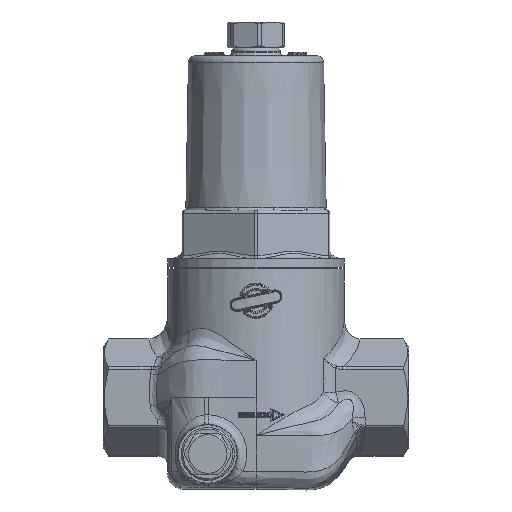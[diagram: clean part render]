
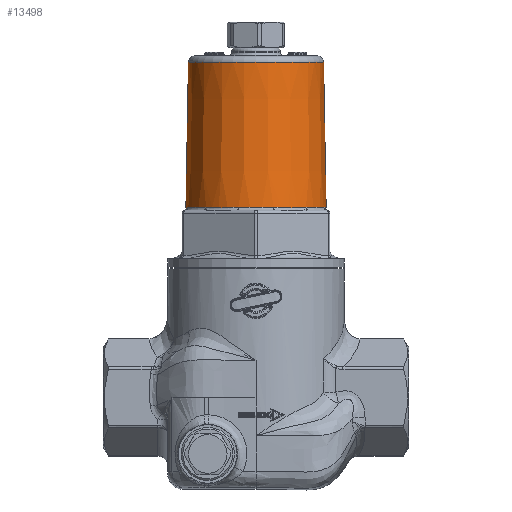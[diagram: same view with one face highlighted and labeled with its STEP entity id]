
A CAD part, top view. The second image highlights one B-rep face of the part: STEP entity #13498.
In plain terms, the highlighted conical face has half-angle 1 degrees and reference radius 21.55 mm.
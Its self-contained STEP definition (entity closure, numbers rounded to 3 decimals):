
#52=CONICAL_SURFACE('',#14412,21.55,0.017);
#804=LINE('',#22794,#1206);
#1206=VECTOR('',#15738,21.55);
#1962=B_SPLINE_CURVE_WITH_KNOTS('',3,(#22482,#22483,#22484,#22485,#22486,
#22487),.UNSPECIFIED.,.F.,.F.,(4,1,1,4),(-3.142,-1.346,
0.449,3.142),.UNSPECIFIED.);
#1964=B_SPLINE_CURVE_WITH_KNOTS('',3,(#22533,#22534,#22535,#22536,#22537,
#22538),.UNSPECIFIED.,.F.,.F.,(4,1,1,4),(-3.142,-1.346,
0.449,3.142),.UNSPECIFIED.);
#1966=B_SPLINE_CURVE_WITH_KNOTS('',3,(#22584,#22585,#22586,#22587,#22588,
#22589),.UNSPECIFIED.,.F.,.F.,(4,1,1,4),(-3.142,-1.346,
0.449,3.142),.UNSPECIFIED.);
#1968=B_SPLINE_CURVE_WITH_KNOTS('',3,(#22635,#22636,#22637,#22638,#22639,
#22640),.UNSPECIFIED.,.F.,.F.,(4,1,1,4),(-3.142,-1.346,
0.449,3.142),.UNSPECIFIED.);
#1970=B_SPLINE_CURVE_WITH_KNOTS('',3,(#22686,#22687,#22688,#22689,#22690,
#22691),.UNSPECIFIED.,.F.,.F.,(4,1,1,4),(-3.142,-1.346,
0.449,3.142),.UNSPECIFIED.);
#1972=B_SPLINE_CURVE_WITH_KNOTS('',3,(#22735,#22736,#22737,#22738,#22739),
 .UNSPECIFIED.,.F.,.F.,(4,1,4),(-3.142,-1.346,0.),
 .UNSPECIFIED.);
#1973=B_SPLINE_CURVE_WITH_KNOTS('',3,(#22740,#22741,#22742,#22743,#22744),
 .UNSPECIFIED.,.F.,.F.,(4,1,4),(0.,0.449,
3.142),.UNSPECIFIED.);
#3019=FACE_OUTER_BOUND('',#3884,.T.);
#3884=EDGE_LOOP('',(#9680,#9681,#9682,#9683,#9684,#9685,#9686,#9687,#9688,
#9689,#9690,#9691,#9692,#9693,#9694,#9695));
#4669=CIRCLE('',#14372,21.821);
#4673=CIRCLE('',#14377,21.821);
#4677=CIRCLE('',#14382,21.821);
#4681=CIRCLE('',#14387,21.821);
#4685=CIRCLE('',#14392,21.821);
#4689=CIRCLE('',#14397,21.821);
#4696=CIRCLE('',#14413,21.034);
#5455=VERTEX_POINT('',#22441);
#5458=VERTEX_POINT('',#22446);
#5460=VERTEX_POINT('',#22480);
#5462=VERTEX_POINT('',#22497);
#5464=VERTEX_POINT('',#22531);
#5466=VERTEX_POINT('',#22548);
#5468=VERTEX_POINT('',#22582);
#5470=VERTEX_POINT('',#22599);
#5472=VERTEX_POINT('',#22633);
#5474=VERTEX_POINT('',#22650);
#5476=VERTEX_POINT('',#22684);
#5478=VERTEX_POINT('',#22701);
#5479=VERTEX_POINT('',#22734);
#5492=VERTEX_POINT('',#22792);
#6995=EDGE_CURVE('',#5458,#5455,#4669,.T.);
#6997=EDGE_CURVE('',#5460,#5458,#1962,.T.);
#7001=EDGE_CURVE('',#5462,#5460,#4673,.T.);
#7003=EDGE_CURVE('',#5464,#5462,#1964,.T.);
#7007=EDGE_CURVE('',#5466,#5464,#4677,.T.);
#7009=EDGE_CURVE('',#5468,#5466,#1966,.T.);
#7013=EDGE_CURVE('',#5470,#5468,#4681,.T.);
#7015=EDGE_CURVE('',#5472,#5470,#1968,.T.);
#7019=EDGE_CURVE('',#5474,#5472,#4685,.T.);
#7021=EDGE_CURVE('',#5476,#5474,#1970,.T.);
#7025=EDGE_CURVE('',#5478,#5476,#4689,.T.);
#7026=EDGE_CURVE('',#5455,#5479,#1972,.T.);
#7027=EDGE_CURVE('',#5479,#5478,#1973,.T.);
#7049=EDGE_CURVE('',#5492,#5492,#4696,.T.);
#7050=EDGE_CURVE('',#5492,#5479,#804,.T.);
#9680=ORIENTED_EDGE('',*,*,#7049,.F.);
#9681=ORIENTED_EDGE('',*,*,#7050,.T.);
#9682=ORIENTED_EDGE('',*,*,#7026,.F.);
#9683=ORIENTED_EDGE('',*,*,#6995,.F.);
#9684=ORIENTED_EDGE('',*,*,#6997,.F.);
#9685=ORIENTED_EDGE('',*,*,#7001,.F.);
#9686=ORIENTED_EDGE('',*,*,#7003,.F.);
#9687=ORIENTED_EDGE('',*,*,#7007,.F.);
#9688=ORIENTED_EDGE('',*,*,#7009,.F.);
#9689=ORIENTED_EDGE('',*,*,#7013,.F.);
#9690=ORIENTED_EDGE('',*,*,#7015,.F.);
#9691=ORIENTED_EDGE('',*,*,#7019,.F.);
#9692=ORIENTED_EDGE('',*,*,#7021,.F.);
#9693=ORIENTED_EDGE('',*,*,#7025,.F.);
#9694=ORIENTED_EDGE('',*,*,#7027,.F.);
#9695=ORIENTED_EDGE('',*,*,#7050,.F.);
#13498=ADVANCED_FACE('',(#3019),#52,.T.);
#14372=AXIS2_PLACEMENT_3D('',#22448,#15640,#15641);
#14377=AXIS2_PLACEMENT_3D('',#22499,#15650,#15651);
#14382=AXIS2_PLACEMENT_3D('',#22550,#15660,#15661);
#14387=AXIS2_PLACEMENT_3D('',#22601,#15670,#15671);
#14392=AXIS2_PLACEMENT_3D('',#22652,#15680,#15681);
#14397=AXIS2_PLACEMENT_3D('',#22703,#15690,#15691);
#14412=AXIS2_PLACEMENT_3D('',#22791,#15734,#15735);
#14413=AXIS2_PLACEMENT_3D('',#22793,#15736,#15737);
#15640=DIRECTION('center_axis',(0.,-1.,0.));
#15641=DIRECTION('ref_axis',(-1.,0.,0.));
#15650=DIRECTION('center_axis',(0.,-1.,0.));
#15651=DIRECTION('ref_axis',(-1.,0.,0.));
#15660=DIRECTION('center_axis',(0.,-1.,0.));
#15661=DIRECTION('ref_axis',(-1.,0.,0.));
#15670=DIRECTION('center_axis',(0.,-1.,0.));
#15671=DIRECTION('ref_axis',(-1.,0.,0.));
#15680=DIRECTION('center_axis',(0.,-1.,0.));
#15681=DIRECTION('ref_axis',(-1.,0.,0.));
#15690=DIRECTION('center_axis',(0.,-1.,0.));
#15691=DIRECTION('ref_axis',(-1.,0.,0.));
#15734=DIRECTION('center_axis',(0.,-1.,0.));
#15735=DIRECTION('ref_axis',(-1.,0.,0.));
#15736=DIRECTION('center_axis',(0.,1.,0.));
#15737=DIRECTION('ref_axis',(1.,0.,0.));
#15738=DIRECTION('',(0.017,-1.,0.));
#22441=CARTESIAN_POINT('',(21.036,59.183,-5.799));
#22446=CARTESIAN_POINT('',(15.54,59.183,-15.318));
#22448=CARTESIAN_POINT('Origin',(0.,59.183,
0.));
#22480=CARTESIAN_POINT('',(5.496,59.183,-21.117));
#22482=CARTESIAN_POINT('Ctrl Pts',(5.496,59.183,-21.117));
#22483=CARTESIAN_POINT('Ctrl Pts',(6.579,59.183,-20.835));
#22484=CARTESIAN_POINT('Ctrl Pts',(8.698,59.047,-20.109));
#22485=CARTESIAN_POINT('Ctrl Pts',(12.174,58.949,-18.278));
#22486=CARTESIAN_POINT('Ctrl Pts',(14.362,59.183,-16.513));
#22487=CARTESIAN_POINT('Ctrl Pts',(15.54,59.183,-15.318));
#22497=CARTESIAN_POINT('',(-5.496,59.183,-21.117));
#22499=CARTESIAN_POINT('Origin',(0.,59.183,
0.));
#22531=CARTESIAN_POINT('',(-15.54,59.183,-15.318));
#22533=CARTESIAN_POINT('Ctrl Pts',(-15.54,59.183,-15.318));
#22534=CARTESIAN_POINT('Ctrl Pts',(-14.755,59.183,-16.115));
#22535=CARTESIAN_POINT('Ctrl Pts',(-13.066,59.047,-17.587));
#22536=CARTESIAN_POINT('Ctrl Pts',(-9.742,58.949,-19.682));
#22537=CARTESIAN_POINT('Ctrl Pts',(-7.12,59.183,-20.695));
#22538=CARTESIAN_POINT('Ctrl Pts',(-5.496,59.183,-21.117));
#22548=CARTESIAN_POINT('',(-21.036,59.183,-5.799));
#22550=CARTESIAN_POINT('Origin',(0.,59.183,
0.));
#22582=CARTESIAN_POINT('',(-21.036,59.183,5.799));
#22584=CARTESIAN_POINT('Ctrl Pts',(-21.036,59.183,5.799));
#22585=CARTESIAN_POINT('Ctrl Pts',(-21.333,59.183,4.72));
#22586=CARTESIAN_POINT('Ctrl Pts',(-21.764,59.047,2.522));
#22587=CARTESIAN_POINT('Ctrl Pts',(-21.916,58.949,-1.404));
#22588=CARTESIAN_POINT('Ctrl Pts',(-21.482,59.183,-4.181));
#22589=CARTESIAN_POINT('Ctrl Pts',(-21.036,59.183,-5.799));
#22599=CARTESIAN_POINT('',(-15.54,59.183,15.318));
#22601=CARTESIAN_POINT('Origin',(0.,59.183,
0.));
#22633=CARTESIAN_POINT('',(-5.496,59.183,21.117));
#22635=CARTESIAN_POINT('Ctrl Pts',(-5.496,59.183,21.117));
#22636=CARTESIAN_POINT('Ctrl Pts',(-6.579,59.183,20.835));
#22637=CARTESIAN_POINT('Ctrl Pts',(-8.698,59.047,20.109));
#22638=CARTESIAN_POINT('Ctrl Pts',(-12.174,58.949,18.278));
#22639=CARTESIAN_POINT('Ctrl Pts',(-14.362,59.183,16.513));
#22640=CARTESIAN_POINT('Ctrl Pts',(-15.54,59.183,15.318));
#22650=CARTESIAN_POINT('',(5.496,59.183,21.117));
#22652=CARTESIAN_POINT('Origin',(0.,59.183,
0.));
#22684=CARTESIAN_POINT('',(15.54,59.183,15.318));
#22686=CARTESIAN_POINT('Ctrl Pts',(15.54,59.183,15.318));
#22687=CARTESIAN_POINT('Ctrl Pts',(14.755,59.183,16.115));
#22688=CARTESIAN_POINT('Ctrl Pts',(13.066,59.047,17.587));
#22689=CARTESIAN_POINT('Ctrl Pts',(9.742,58.949,19.682));
#22690=CARTESIAN_POINT('Ctrl Pts',(7.12,59.183,20.695));
#22691=CARTESIAN_POINT('Ctrl Pts',(5.496,59.183,21.117));
#22701=CARTESIAN_POINT('',(21.036,59.183,5.799));
#22703=CARTESIAN_POINT('Origin',(0.,59.183,
0.));
#22734=CARTESIAN_POINT('',(21.824,59.005,0.));
#22735=CARTESIAN_POINT('Ctrl Pts',(21.036,59.183,-5.799));
#22736=CARTESIAN_POINT('Ctrl Pts',(21.333,59.183,-4.72));
#22737=CARTESIAN_POINT('Ctrl Pts',(21.71,59.064,-2.796));
#22738=CARTESIAN_POINT('Ctrl Pts',(21.824,59.006,-0.839));
#22739=CARTESIAN_POINT('Ctrl Pts',(21.824,59.005,0.));
#22740=CARTESIAN_POINT('Ctrl Pts',(21.824,59.005,0.));
#22741=CARTESIAN_POINT('Ctrl Pts',(21.824,59.004,0.28));
#22742=CARTESIAN_POINT('Ctrl Pts',(21.786,59.019,2.237));
#22743=CARTESIAN_POINT('Ctrl Pts',(21.482,59.183,4.181));
#22744=CARTESIAN_POINT('Ctrl Pts',(21.036,59.183,5.799));
#22791=CARTESIAN_POINT('Origin',(0.,74.7,
0.));
#22792=CARTESIAN_POINT('',(21.034,104.269,0.));
#22793=CARTESIAN_POINT('Origin',(0.,104.269,
0.));
#22794=CARTESIAN_POINT('',(21.55,74.7,0.));
